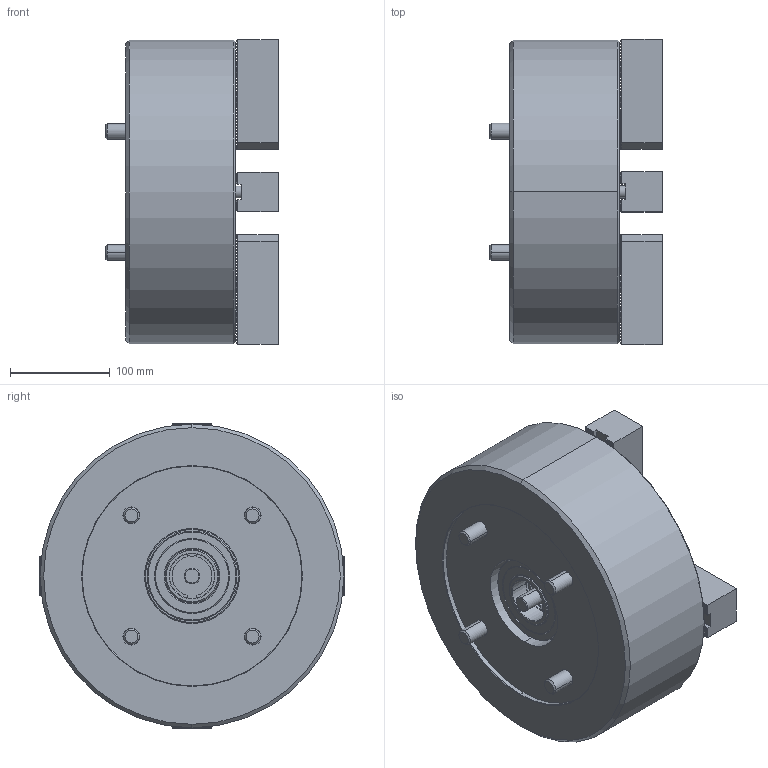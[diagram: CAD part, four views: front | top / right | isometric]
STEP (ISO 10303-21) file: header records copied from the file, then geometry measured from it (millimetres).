
FILE_DESCRIPTION (( 'STEP AP203' ), '1' );
FILE_NAME ('CF-4T-12.STEP', '2020-10-30T09:15:18', ( '' ), ( '' ), 'SwSTEP 2.0', 'SolidWorks 2016', '' );
FILE_SCHEMA (( 'CONFIG_CONTROL_DESIGN' ));
Length unit declared in the file: millimetre
Products named in the file (11): M16x70; CF-4T-12-0100G; CF-4T-12; CF-4T-12-02000; CF-4T-12-10000; CF-4T-12-07000; CF-4T-12-09000; SJ-10; 圓頭內六角螺栓_M5x12; 圓頭內六角螺栓_M12x30; 圓頭內六角螺栓_M16x110
Assembly tree (26 placements, depth 2):
  CF-4T-12
    CF-4T-12-0100G
    CF-4T-12-02000
    CF-4T-12-10000
    CF-4T-12-07000
    CF-4T-12-09000
    SJ-10  x4
    圓頭內六角螺栓_M5x12  x4
    圓頭內六角螺栓_M12x30  x8
    圓頭內六角螺栓_M16x110  x4
    M16x70
Bounding box: 173 x 305.24 x 305.24 mm (x, y, z)
Volume: 8279410.7 mm3; surface area: 558594.8 mm2
Topology: 26 solids, 26 shells, 3085 faces, 8734 edges, 5740 vertices
Faces by surface type: plane 2134, cylinder 788, cone 161, torus 2
Entity records: 30668 total; most frequent: CARTESIAN_POINT 6134, ORIENTED_EDGE 5056, DIRECTION 4485, EDGE_CURVE 2528, VECTOR 1807, LINE 1807, VERTEX_POINT 1660, AXIS2_PLACEMENT_3D 1339
